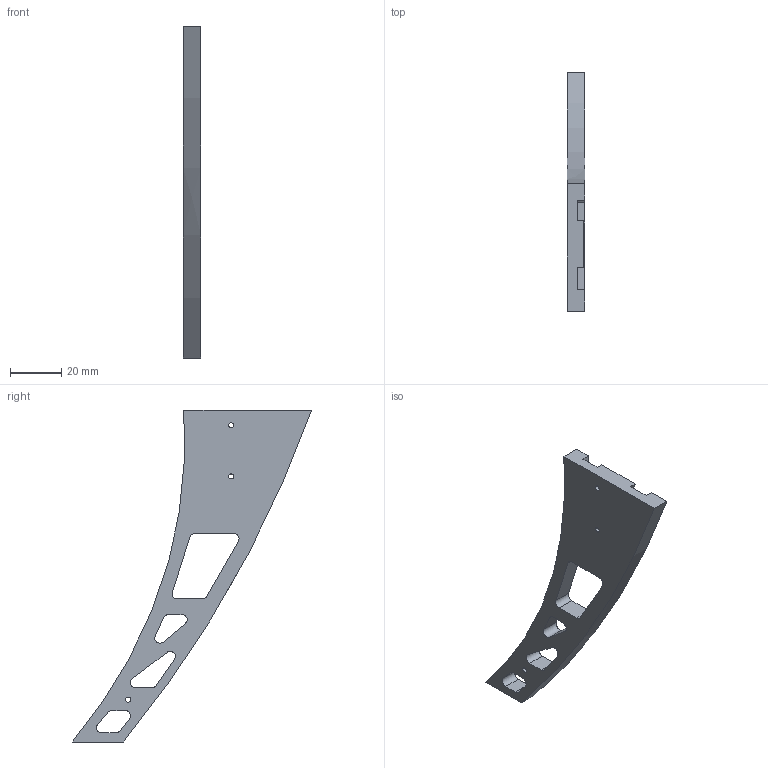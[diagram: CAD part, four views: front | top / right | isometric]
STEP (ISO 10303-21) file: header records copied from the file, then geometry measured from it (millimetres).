
FILE_DESCRIPTION(('CATIA V5 STEP Exchange'),'2;1');
FILE_NAME('patas.stp','2016-10-17T13:53:02+00:00',('none'),('none'),'CATIA Version 5 Release 19 GA (IN-10)','CATIA V5 STEP AP203','none');
FILE_SCHEMA(('CONFIG_CONTROL_DESIGN'));
Length unit declared in the file: millimetre
Products named in the file (1): patas
Bounding box: 7 x 93.65 x 130 mm (x, y, z)
Volume: 20005.8 mm3; surface area: 11013.2 mm2
Topology: 1 solids, 1 shells, 61 faces, 176 edges, 118 vertices
Faces by surface type: plane 31, cylinder 28, extrusion 2
Entity records: 2046 total; most frequent: CARTESIAN_POINT 398, ORIENTED_EDGE 352, DIRECTION 280, EDGE_CURVE 176, VECTOR 118, VERTEX_POINT 118, LINE 116, AXIS2_PLACEMENT_3D 110
